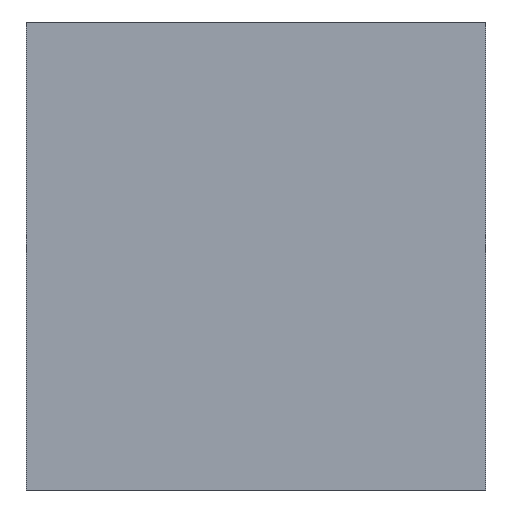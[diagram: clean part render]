
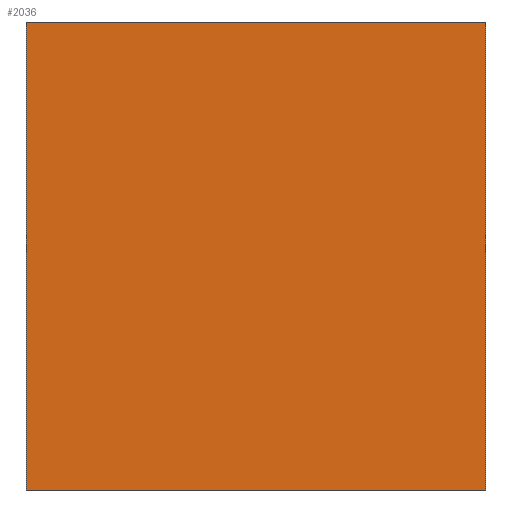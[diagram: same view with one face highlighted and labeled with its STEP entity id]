
A CAD part, left-side view. The second image highlights one B-rep face of the part: STEP entity #2036.
In plain terms, the highlighted planar face has unit normal (-1, 0, 0).
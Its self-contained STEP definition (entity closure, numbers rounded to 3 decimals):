
#52 = VECTOR ( 'NONE', #991, 1000. ) ;
#89 = ORIENTED_EDGE ( 'NONE', *, *, #234, .T. ) ;
#189 = EDGE_CURVE ( 'NONE', #1360, #1402, #1118, .T. ) ;
#206 = VECTOR ( 'NONE', #1352, 1000. ) ;
#234 = EDGE_CURVE ( 'NONE', #1389, #1402, #1500, .T. ) ;
#444 = ORIENTED_EDGE ( 'NONE', *, *, #1429, .F. ) ;
#620 = VECTOR ( 'NONE', #800, 1000. ) ;
#622 = CARTESIAN_POINT ( 'NONE',  ( -37.5, -27., -55. ) ) ;
#775 = VECTOR ( 'NONE', #1331, 1000. ) ;
#800 = DIRECTION ( 'NONE',  ( 0., 0., 1. ) ) ;
#980 = CARTESIAN_POINT ( 'NONE',  ( -37.5, -27., -55. ) ) ;
#984 = LINE ( 'NONE', #2049, #620 ) ;
#991 = DIRECTION ( 'NONE',  ( 0., -1., 0. ) ) ;
#1060 = CARTESIAN_POINT ( 'NONE',  ( -37.5, 27., 0. ) ) ;
#1079 = CARTESIAN_POINT ( 'NONE',  ( -37.5, -27., 0. ) ) ;
#1118 = LINE ( 'NONE', #2013, #52 ) ;
#1138 = VERTEX_POINT ( 'NONE', #2025 ) ;
#1157 = ORIENTED_EDGE ( 'NONE', *, *, #1882, .T. ) ;
#1253 = PLANE ( 'NONE',  #1347 ) ;
#1331 = DIRECTION ( 'NONE',  ( 0., 0., 1. ) ) ;
#1347 = AXIS2_PLACEMENT_3D ( 'NONE', #2083, #1451, #2009 ) ;
#1352 = DIRECTION ( 'NONE',  ( 0., -1., 0. ) ) ;
#1360 = VERTEX_POINT ( 'NONE', #1060 ) ;
#1380 = EDGE_LOOP ( 'NONE', ( #1868, #444, #1157, #89 ) ) ;
#1389 = VERTEX_POINT ( 'NONE', #1448 ) ;
#1402 = VERTEX_POINT ( 'NONE', #1079 ) ;
#1429 = EDGE_CURVE ( 'NONE', #1138, #1360, #984, .T. ) ;
#1448 = CARTESIAN_POINT ( 'NONE',  ( -37.5, -27., -55. ) ) ;
#1451 = DIRECTION ( 'NONE',  ( -1., 0., 0. ) ) ;
#1500 = LINE ( 'NONE', #622, #775 ) ;
#1867 = LINE ( 'NONE', #980, #206 ) ;
#1868 = ORIENTED_EDGE ( 'NONE', *, *, #189, .F. ) ;
#1882 = EDGE_CURVE ( 'NONE', #1138, #1389, #1867, .T. ) ;
#2009 = DIRECTION ( 'NONE',  ( 0., 0., 1. ) ) ;
#2013 = CARTESIAN_POINT ( 'NONE',  ( -37.5, -27., 0. ) ) ;
#2025 = CARTESIAN_POINT ( 'NONE',  ( -37.5, 27., -55. ) ) ;
#2036 = ADVANCED_FACE ( 'NONE', ( #2107 ), #1253, .T. ) ;
#2049 = CARTESIAN_POINT ( 'NONE',  ( -37.5, 27., -55. ) ) ;
#2083 = CARTESIAN_POINT ( 'NONE',  ( -37.5, -27., -55. ) ) ;
#2107 = FACE_OUTER_BOUND ( 'NONE', #1380, .T. ) ;
